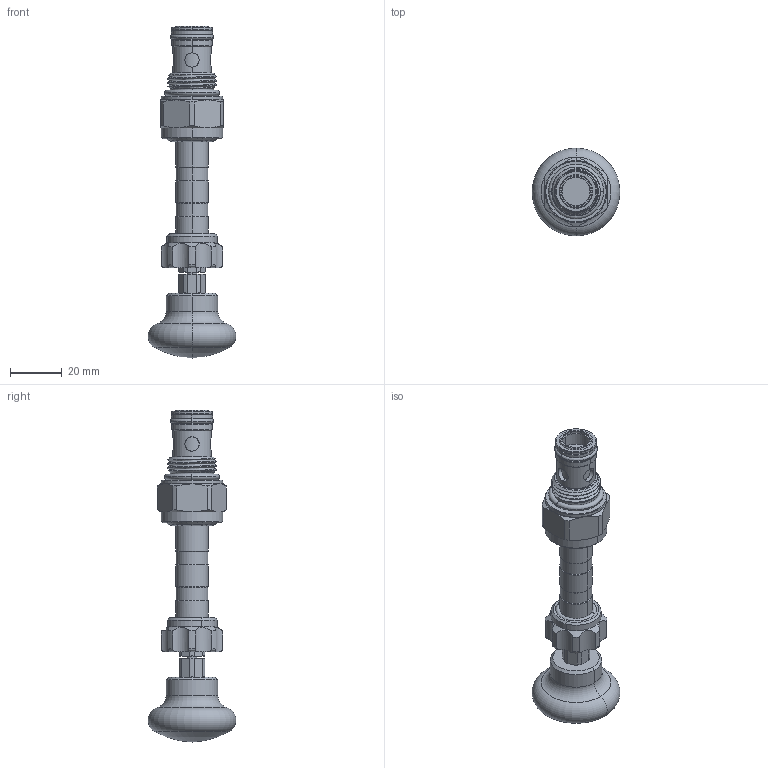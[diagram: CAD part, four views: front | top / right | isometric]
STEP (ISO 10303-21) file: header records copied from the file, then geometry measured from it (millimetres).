
FILE_DESCRIPTION (( 'STEP AP203' ), '1' );
FILE_NAME ('EP19E2A01H05.STEP', '2016-08-25T01:40:39', ( '' ), ( '' ), 'SwSTEP 2.0', 'SolidWorks 2012', '' );
FILE_SCHEMA (( 'CONFIG_CONTROL_DESIGN' ));
Length unit declared in the file: millimetre
Products named in the file (1): EP19E2A01H05
Bounding box: 33.99 x 33.99 x 128.47 mm (x, y, z)
Volume: 35442.9 mm3; surface area: 12567.9 mm2
Topology: 5 solids, 7 shells, 306 faces, 705 edges, 430 vertices
Faces by surface type: cylinder 122, cone 82, plane 59, torus 42, bspline 1
Entity records: 11268 total; most frequent: CARTESIAN_POINT 4284, DIRECTION 1519, ORIENTED_EDGE 1402, EDGE_CURVE 701, AXIS2_PLACEMENT_3D 653, VERTEX_POINT 430, CIRCLE 347, EDGE_LOOP 337
